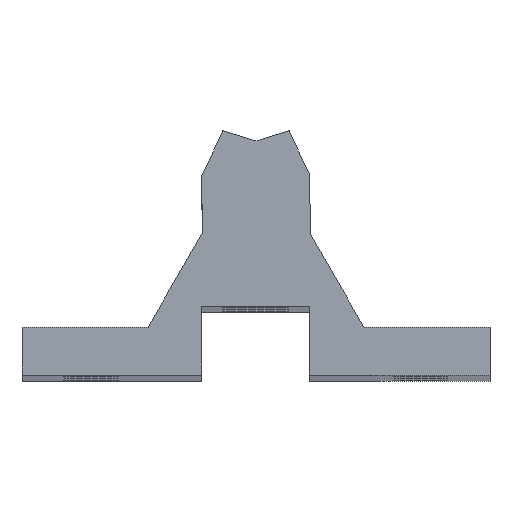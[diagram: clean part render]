
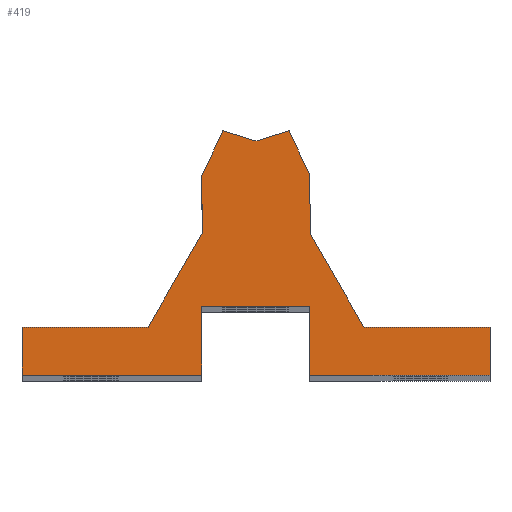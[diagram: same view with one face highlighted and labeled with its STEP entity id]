
A CAD part, top view. The second image highlights one B-rep face of the part: STEP entity #419.
In plain terms, the highlighted planar face has unit normal (0, 0, 1).
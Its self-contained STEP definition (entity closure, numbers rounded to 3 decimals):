
#1 = FACE_OUTER_BOUND ( 'NONE', #937, .T. ) ;
#23 = VERTEX_POINT ( 'NONE', #313 ) ;
#32 = CARTESIAN_POINT ( 'NONE',  ( -39., -4., 299.75 ) ) ;
#47 = LINE ( 'NONE', #1023, #1237 ) ;
#61 = DIRECTION ( 'NONE',  ( 0., -1., 0. ) ) ;
#65 = DIRECTION ( 'NONE',  ( -0.423, -0.906, 0. ) ) ;
#76 = VERTEX_POINT ( 'NONE', #1258 ) ;
#78 = ORIENTED_EDGE ( 'NONE', *, *, #435, .T. ) ;
#81 = CARTESIAN_POINT ( 'NONE',  ( 39., -4., 299.75 ) ) ;
#98 = CARTESIAN_POINT ( 'NONE',  ( 0., 35.029, 299.75 ) ) ;
#109 = CARTESIAN_POINT ( 'NONE',  ( 0., 0., 299.75 ) ) ;
#113 = VERTEX_POINT ( 'NONE', #1247 ) ;
#119 = CARTESIAN_POINT ( 'NONE',  ( 9., -4., 299.75 ) ) ;
#152 = CARTESIAN_POINT ( 'NONE',  ( 9., 29.265, 299.75 ) ) ;
#158 = CARTESIAN_POINT ( 'NONE',  ( -39., 4., 299.75 ) ) ;
#165 = CARTESIAN_POINT ( 'NONE',  ( 9., 7.5, 299.75 ) ) ;
#178 = AXIS2_PLACEMENT_3D ( 'NONE', #109, #248, #865 ) ;
#181 = VERTEX_POINT ( 'NONE', #1066 ) ;
#186 = VECTOR ( 'NONE', #962, 1000. ) ;
#197 = CARTESIAN_POINT ( 'NONE',  ( 5.5, 36.771, 299.75 ) ) ;
#206 = EDGE_CURVE ( 'NONE', #772, #1086, #371, .T. ) ;
#219 = VECTOR ( 'NONE', #1295, 1000. ) ;
#228 = CARTESIAN_POINT ( 'NONE',  ( 9., 7.5, 299.75 ) ) ;
#248 = DIRECTION ( 'NONE',  ( 0., 0., 1. ) ) ;
#251 = VECTOR ( 'NONE', #1083, 1000. ) ;
#261 = ORIENTED_EDGE ( 'NONE', *, *, #1054, .T. ) ;
#262 = VECTOR ( 'NONE', #312, 1000. ) ;
#275 = EDGE_CURVE ( 'NONE', #716, #887, #377, .T. ) ;
#281 = CARTESIAN_POINT ( 'NONE',  ( 39., 4., 299.75 ) ) ;
#284 = VERTEX_POINT ( 'NONE', #152 ) ;
#288 = VERTEX_POINT ( 'NONE', #81 ) ;
#299 = VERTEX_POINT ( 'NONE', #1093 ) ;
#306 = VECTOR ( 'NONE', #584, 1000. ) ;
#312 = DIRECTION ( 'NONE',  ( 0., -1., 0. ) ) ;
#313 = CARTESIAN_POINT ( 'NONE',  ( -9., 19.588, 299.75 ) ) ;
#315 = LINE ( 'NONE', #228, #470 ) ;
#364 = VECTOR ( 'NONE', #1113, 1000. ) ;
#365 = EDGE_CURVE ( 'NONE', #113, #23, #992, .T. ) ;
#371 = LINE ( 'NONE', #572, #1188 ) ;
#374 = LINE ( 'NONE', #888, #219 ) ;
#377 = LINE ( 'NONE', #680, #251 ) ;
#389 = CARTESIAN_POINT ( 'NONE',  ( -9., 29.265, 299.75 ) ) ;
#396 = ORIENTED_EDGE ( 'NONE', *, *, #835, .F. ) ;
#399 = CARTESIAN_POINT ( 'NONE',  ( -18., 4., 299.75 ) ) ;
#405 = EDGE_CURVE ( 'NONE', #284, #1150, #495, .T. ) ;
#419 = ADVANCED_FACE ( 'NONE', ( #1 ), #1018, .T. ) ;
#422 = LINE ( 'NONE', #728, #1216 ) ;
#424 = VECTOR ( 'NONE', #844, 1000. ) ;
#427 = EDGE_CURVE ( 'NONE', #1192, #1086, #47, .T. ) ;
#435 = EDGE_CURVE ( 'NONE', #548, #716, #870, .T. ) ;
#466 = LINE ( 'NONE', #281, #186 ) ;
#470 = VECTOR ( 'NONE', #504, 1000. ) ;
#473 = LINE ( 'NONE', #674, #873 ) ;
#484 = VECTOR ( 'NONE', #1105, 1000. ) ;
#495 = LINE ( 'NONE', #197, #364 ) ;
#498 = ORIENTED_EDGE ( 'NONE', *, *, #675, .T. ) ;
#504 = DIRECTION ( 'NONE',  ( 0., 1., 0. ) ) ;
#510 = CARTESIAN_POINT ( 'NONE',  ( 18., 4., 299.75 ) ) ;
#515 = ORIENTED_EDGE ( 'NONE', *, *, #206, .F. ) ;
#520 = CARTESIAN_POINT ( 'NONE',  ( -39., 4., 299.75 ) ) ;
#548 = VERTEX_POINT ( 'NONE', #646 ) ;
#553 = VECTOR ( 'NONE', #628, 1000. ) ;
#572 = CARTESIAN_POINT ( 'NONE',  ( -9., 7.5, 299.75 ) ) ;
#584 = DIRECTION ( 'NONE',  ( 1., 0., 0. ) ) ;
#607 = LINE ( 'NONE', #98, #765 ) ;
#628 = DIRECTION ( 'NONE',  ( -1., 0., 0. ) ) ;
#634 = CARTESIAN_POINT ( 'NONE',  ( 5.503, 36.765, 299.75 ) ) ;
#646 = CARTESIAN_POINT ( 'NONE',  ( 39., 4., 299.75 ) ) ;
#656 = EDGE_CURVE ( 'NONE', #299, #113, #686, .T. ) ;
#659 = EDGE_CURVE ( 'NONE', #1150, #76, #374, .T. ) ;
#674 = CARTESIAN_POINT ( 'NONE',  ( 9., 29.265, 299.75 ) ) ;
#675 = EDGE_CURVE ( 'NONE', #887, #284, #473, .T. ) ;
#680 = CARTESIAN_POINT ( 'NONE',  ( 18., 4., 299.75 ) ) ;
#683 = ORIENTED_EDGE ( 'NONE', *, *, #853, .T. ) ;
#686 = LINE ( 'NONE', #987, #956 ) ;
#692 = LINE ( 'NONE', #918, #262 ) ;
#693 = ORIENTED_EDGE ( 'NONE', *, *, #365, .T. ) ;
#716 = VERTEX_POINT ( 'NONE', #510 ) ;
#728 = CARTESIAN_POINT ( 'NONE',  ( -9., 7.5, 299.75 ) ) ;
#740 = EDGE_CURVE ( 'NONE', #750, #181, #1117, .T. ) ;
#750 = VERTEX_POINT ( 'NONE', #399 ) ;
#765 = VECTOR ( 'NONE', #909, 1000. ) ;
#772 = VERTEX_POINT ( 'NONE', #1306 ) ;
#809 = CARTESIAN_POINT ( 'NONE',  ( -18., 4., 299.75 ) ) ;
#820 = EDGE_CURVE ( 'NONE', #824, #1311, #315, .T. ) ;
#824 = VERTEX_POINT ( 'NONE', #119 ) ;
#835 = EDGE_CURVE ( 'NONE', #1311, #772, #422, .T. ) ;
#844 = DIRECTION ( 'NONE',  ( -1., 0., 0. ) ) ;
#848 = ORIENTED_EDGE ( 'NONE', *, *, #820, .F. ) ;
#853 = EDGE_CURVE ( 'NONE', #76, #299, #607, .T. ) ;
#862 = ORIENTED_EDGE ( 'NONE', *, *, #275, .T. ) ;
#865 = DIRECTION ( 'NONE',  ( 1., 0., 0. ) ) ;
#870 = LINE ( 'NONE', #158, #424 ) ;
#873 = VECTOR ( 'NONE', #897, 1000. ) ;
#886 = CARTESIAN_POINT ( 'NONE',  ( -39., -4., 299.75 ) ) ;
#887 = VERTEX_POINT ( 'NONE', #942 ) ;
#888 = CARTESIAN_POINT ( 'NONE',  ( 5.524, 36.771, 299.75 ) ) ;
#897 = DIRECTION ( 'NONE',  ( 0., 1., 0. ) ) ;
#909 = DIRECTION ( 'NONE',  ( -0.954, 0.301, 0. ) ) ;
#918 = CARTESIAN_POINT ( 'NONE',  ( -39., 4., 299.75 ) ) ;
#922 = CARTESIAN_POINT ( 'NONE',  ( -9., -4., 299.75 ) ) ;
#937 = EDGE_LOOP ( 'NONE', ( #848, #1219, #1129, #78, #862, #498, #1115, #1253, #683, #1298, #693, #261, #971, #1299, #1259, #515, #396 ) ) ;
#942 = CARTESIAN_POINT ( 'NONE',  ( 9., 19.588, 299.75 ) ) ;
#956 = VECTOR ( 'NONE', #65, 1000. ) ;
#962 = DIRECTION ( 'NONE',  ( 0., 1., 0. ) ) ;
#971 = ORIENTED_EDGE ( 'NONE', *, *, #740, .T. ) ;
#987 = CARTESIAN_POINT ( 'NONE',  ( -9., 29.265, 299.75 ) ) ;
#992 = LINE ( 'NONE', #389, #484 ) ;
#1015 = EDGE_CURVE ( 'NONE', #824, #288, #1087, .T. ) ;
#1018 = PLANE ( 'NONE',  #178 ) ;
#1019 = DIRECTION ( 'NONE',  ( -0.5, -0.866, 0. ) ) ;
#1023 = CARTESIAN_POINT ( 'NONE',  ( -39., -4., 299.75 ) ) ;
#1054 = EDGE_CURVE ( 'NONE', #23, #750, #1114, .T. ) ;
#1065 = VECTOR ( 'NONE', #1019, 1000. ) ;
#1066 = CARTESIAN_POINT ( 'NONE',  ( -39., 4., 299.75 ) ) ;
#1083 = DIRECTION ( 'NONE',  ( -0.5, 0.866, 0. ) ) ;
#1086 = VERTEX_POINT ( 'NONE', #922 ) ;
#1087 = LINE ( 'NONE', #886, #306 ) ;
#1088 = EDGE_CURVE ( 'NONE', #181, #1192, #692, .T. ) ;
#1093 = CARTESIAN_POINT ( 'NONE',  ( -5.503, 36.765, 299.75 ) ) ;
#1105 = DIRECTION ( 'NONE',  ( 0., -1., 0. ) ) ;
#1113 = DIRECTION ( 'NONE',  ( -0.423, 0.906, 0. ) ) ;
#1114 = LINE ( 'NONE', #809, #1065 ) ;
#1115 = ORIENTED_EDGE ( 'NONE', *, *, #405, .T. ) ;
#1117 = LINE ( 'NONE', #520, #553 ) ;
#1125 = DIRECTION ( 'NONE',  ( 1., 0., 0. ) ) ;
#1129 = ORIENTED_EDGE ( 'NONE', *, *, #1291, .T. ) ;
#1137 = DIRECTION ( 'NONE',  ( -1., 0., 0. ) ) ;
#1150 = VERTEX_POINT ( 'NONE', #634 ) ;
#1188 = VECTOR ( 'NONE', #61, 1000. ) ;
#1192 = VERTEX_POINT ( 'NONE', #32 ) ;
#1216 = VECTOR ( 'NONE', #1137, 1000. ) ;
#1219 = ORIENTED_EDGE ( 'NONE', *, *, #1015, .T. ) ;
#1237 = VECTOR ( 'NONE', #1125, 1000. ) ;
#1247 = CARTESIAN_POINT ( 'NONE',  ( -9., 29.265, 299.75 ) ) ;
#1253 = ORIENTED_EDGE ( 'NONE', *, *, #659, .T. ) ;
#1258 = CARTESIAN_POINT ( 'NONE',  ( 0., 35.029, 299.75 ) ) ;
#1259 = ORIENTED_EDGE ( 'NONE', *, *, #427, .T. ) ;
#1291 = EDGE_CURVE ( 'NONE', #288, #548, #466, .T. ) ;
#1295 = DIRECTION ( 'NONE',  ( -0.954, -0.301, 0. ) ) ;
#1298 = ORIENTED_EDGE ( 'NONE', *, *, #656, .T. ) ;
#1299 = ORIENTED_EDGE ( 'NONE', *, *, #1088, .T. ) ;
#1306 = CARTESIAN_POINT ( 'NONE',  ( -9., 7.5, 299.75 ) ) ;
#1311 = VERTEX_POINT ( 'NONE', #165 ) ;
